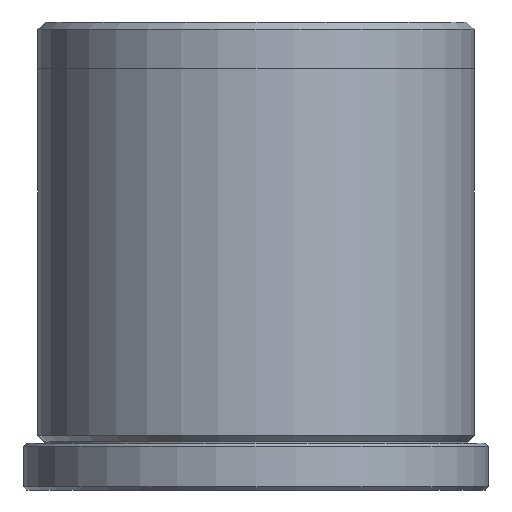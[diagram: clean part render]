
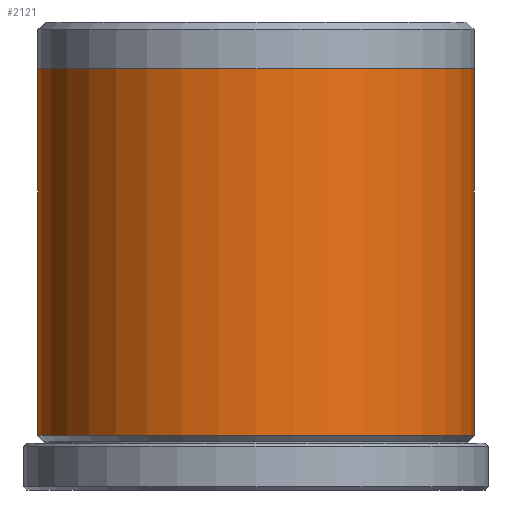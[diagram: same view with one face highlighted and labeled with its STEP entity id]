
A CAD part, front view. The second image highlights one B-rep face of the part: STEP entity #2121.
In plain terms, the highlighted cylindrical face has radius 14 mm (diameter 28 mm), a partial arc.
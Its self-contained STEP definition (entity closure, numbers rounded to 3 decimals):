
#153 = DIRECTION ( 'NONE',  ( -1., 0., 0. ) ) ;
#158 = CARTESIAN_POINT ( 'NONE',  ( -14., 0., 3.5 ) ) ;
#343 = DIRECTION ( 'NONE',  ( 0., 0., 1. ) ) ;
#345 = AXIS2_PLACEMENT_3D ( 'NONE', #1542, #343, #1741 ) ;
#392 = DIRECTION ( 'NONE',  ( 0., 0., -1. ) ) ;
#570 = EDGE_LOOP ( 'NONE', ( #1717, #2305, #1130, #630 ) ) ;
#593 = CYLINDRICAL_SURFACE ( 'NONE', #2313, 14. ) ;
#630 = ORIENTED_EDGE ( 'NONE', *, *, #722, .F. ) ;
#636 = EDGE_CURVE ( 'NONE', #846, #1355, #2010, .T. ) ;
#642 = CARTESIAN_POINT ( 'NONE',  ( 14., 0., 3.5 ) ) ;
#657 = FACE_OUTER_BOUND ( 'NONE', #570, .T. ) ;
#681 = CARTESIAN_POINT ( 'NONE',  ( -14., 0., 27. ) ) ;
#722 = EDGE_CURVE ( 'NONE', #2304, #1355, #2326, .T. ) ;
#792 = CARTESIAN_POINT ( 'NONE',  ( 14., 0., 30. ) ) ;
#846 = VERTEX_POINT ( 'NONE', #681 ) ;
#954 = CIRCLE ( 'NONE', #345, 14. ) ;
#959 = LINE ( 'NONE', #792, #1375 ) ;
#1130 = ORIENTED_EDGE ( 'NONE', *, *, #636, .T. ) ;
#1226 = DIRECTION ( 'NONE',  ( -1., 0., 0. ) ) ;
#1233 = CARTESIAN_POINT ( 'NONE',  ( 14., 0., 27. ) ) ;
#1240 = DIRECTION ( 'NONE',  ( 0., 0., -1. ) ) ;
#1247 = CARTESIAN_POINT ( 'NONE',  ( 0., 0., 3.5 ) ) ;
#1355 = VERTEX_POINT ( 'NONE', #158 ) ;
#1364 = CARTESIAN_POINT ( 'NONE',  ( 0., 0., 30. ) ) ;
#1375 = VECTOR ( 'NONE', #392, 1000. ) ;
#1423 = EDGE_CURVE ( 'NONE', #2275, #2304, #959, .T. ) ;
#1501 = VECTOR ( 'NONE', #1917, 1000. ) ;
#1542 = CARTESIAN_POINT ( 'NONE',  ( 0., 0., 27. ) ) ;
#1717 = ORIENTED_EDGE ( 'NONE', *, *, #1423, .F. ) ;
#1741 = DIRECTION ( 'NONE',  ( 1., 0., 0. ) ) ;
#1917 = DIRECTION ( 'NONE',  ( 0., 0., -1. ) ) ;
#1948 = EDGE_CURVE ( 'NONE', #846, #2275, #954, .T. ) ;
#2010 = LINE ( 'NONE', #2013, #1501 ) ;
#2013 = CARTESIAN_POINT ( 'NONE',  ( -14., 0., 30. ) ) ;
#2114 = AXIS2_PLACEMENT_3D ( 'NONE', #1247, #1240, #1226 ) ;
#2121 = ADVANCED_FACE ( 'NONE', ( #657 ), #593, .T. ) ;
#2275 = VERTEX_POINT ( 'NONE', #1233 ) ;
#2304 = VERTEX_POINT ( 'NONE', #642 ) ;
#2305 = ORIENTED_EDGE ( 'NONE', *, *, #1948, .F. ) ;
#2313 = AXIS2_PLACEMENT_3D ( 'NONE', #1364, #2512, #153 ) ;
#2326 = CIRCLE ( 'NONE', #2114, 14. ) ;
#2512 = DIRECTION ( 'NONE',  ( 0., 0., -1. ) ) ;
